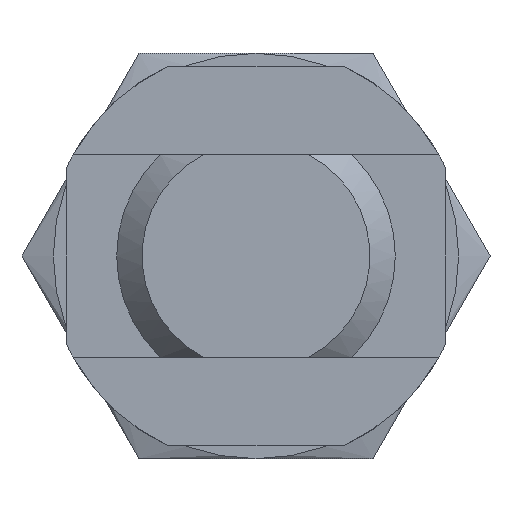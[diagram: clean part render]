
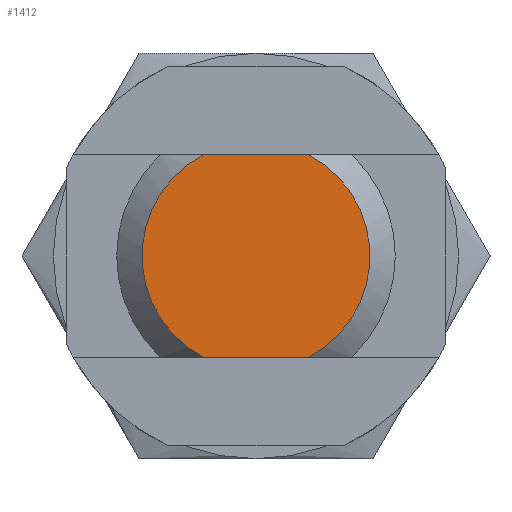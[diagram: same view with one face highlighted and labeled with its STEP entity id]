
A CAD part, left-side view. The second image highlights one B-rep face of the part: STEP entity #1412.
In plain terms, the highlighted planar face has unit normal (-1, 0, 0).
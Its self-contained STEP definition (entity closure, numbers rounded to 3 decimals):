
#13 = CARTESIAN_POINT ( 'NONE',  ( -343., 0., 0. ) ) ;
#153 = CARTESIAN_POINT ( 'NONE',  ( -343., -4.123, -8. ) ) ;
#154 = EDGE_CURVE ( 'NONE', #971, #3267, #2684, .T. ) ;
#535 = EDGE_CURVE ( 'NONE', #1040, #641, #4109, .T. ) ;
#641 = VERTEX_POINT ( 'NONE', #3819 ) ;
#817 = DIRECTION ( 'NONE',  ( -1., 0., 0. ) ) ;
#971 = VERTEX_POINT ( 'NONE', #1801 ) ;
#1020 = DIRECTION ( 'NONE',  ( 1., 0., 0. ) ) ;
#1040 = VERTEX_POINT ( 'NONE', #153 ) ;
#1183 = DIRECTION ( 'NONE',  ( 0., 0., 1. ) ) ;
#1210 = CARTESIAN_POINT ( 'NONE',  ( -343., 0., 0. ) ) ;
#1274 = DIRECTION ( 'NONE',  ( -1., 0., 0. ) ) ;
#1412 = ADVANCED_FACE ( 'NONE', ( #3161 ), #3119, .F. ) ;
#1454 = DIRECTION ( 'NONE',  ( 0., 1., 0. ) ) ;
#1782 = VECTOR ( 'NONE', #4001, 1000. ) ;
#1801 = CARTESIAN_POINT ( 'NONE',  ( -343., 4.123, 8. ) ) ;
#2051 = ORIENTED_EDGE ( 'NONE', *, *, #535, .F. ) ;
#2063 = ORIENTED_EDGE ( 'NONE', *, *, #154, .F. ) ;
#2120 = ORIENTED_EDGE ( 'NONE', *, *, #2988, .T. ) ;
#2133 = AXIS2_PLACEMENT_3D ( 'NONE', #1210, #1274, #2683 ) ;
#2350 = CARTESIAN_POINT ( 'NONE',  ( -343., -20., -8. ) ) ;
#2570 = CARTESIAN_POINT ( 'NONE',  ( -343., 0., 0. ) ) ;
#2683 = DIRECTION ( 'NONE',  ( 0., 0., 1. ) ) ;
#2684 = LINE ( 'NONE', #4371, #1782 ) ;
#2754 = VECTOR ( 'NONE', #3750, 1000. ) ;
#2755 = ORIENTED_EDGE ( 'NONE', *, *, #2770, .T. ) ;
#2770 = EDGE_CURVE ( 'NONE', #1040, #3267, #3753, .T. ) ;
#2927 = AXIS2_PLACEMENT_3D ( 'NONE', #13, #1020, #1454 ) ;
#2988 = EDGE_CURVE ( 'NONE', #971, #641, #4286, .T. ) ;
#3114 = CARTESIAN_POINT ( 'NONE',  ( -343., -4.123, 8. ) ) ;
#3119 = PLANE ( 'NONE',  #2927 ) ;
#3161 = FACE_OUTER_BOUND ( 'NONE', #4522, .T. ) ;
#3267 = VERTEX_POINT ( 'NONE', #3114 ) ;
#3750 = DIRECTION ( 'NONE',  ( 0., 1., 0. ) ) ;
#3753 = CIRCLE ( 'NONE', #2133, 9. ) ;
#3819 = CARTESIAN_POINT ( 'NONE',  ( -343., 4.123, -8. ) ) ;
#4001 = DIRECTION ( 'NONE',  ( 0., -1., 0. ) ) ;
#4109 = LINE ( 'NONE', #2350, #2754 ) ;
#4286 = CIRCLE ( 'NONE', #4356, 9. ) ;
#4356 = AXIS2_PLACEMENT_3D ( 'NONE', #2570, #817, #1183 ) ;
#4371 = CARTESIAN_POINT ( 'NONE',  ( -343., 20., 8. ) ) ;
#4522 = EDGE_LOOP ( 'NONE', ( #2755, #2063, #2120, #2051 ) ) ;
